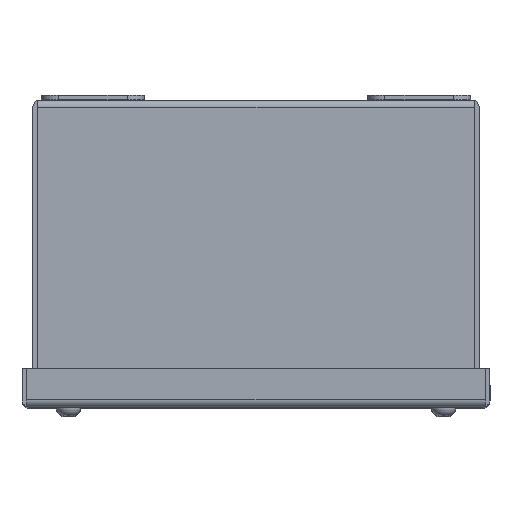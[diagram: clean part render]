
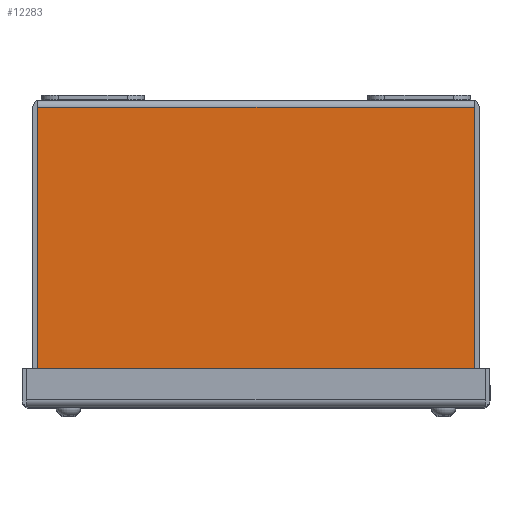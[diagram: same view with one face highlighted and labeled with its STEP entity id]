
A CAD part, top view. The second image highlights one B-rep face of the part: STEP entity #12283.
In plain terms, the highlighted planar face has unit normal (0, 0, 1).
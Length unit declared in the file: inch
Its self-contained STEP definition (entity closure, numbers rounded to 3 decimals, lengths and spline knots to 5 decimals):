
#45 = VECTOR ( 'NONE', #5143, 39.37008 ) ;
#643 = VECTOR ( 'NONE', #19416, 39.37008 ) ;
#1310 = ORIENTED_EDGE ( 'NONE', *, *, #8871, .T. ) ;
#2723 = EDGE_CURVE ( 'NONE', #19377, #4528, #15810, .T. ) ;
#4306 = ORIENTED_EDGE ( 'NONE', *, *, #2723, .F. ) ;
#4528 = VERTEX_POINT ( 'NONE', #11700 ) ;
#5136 = CARTESIAN_POINT ( 'NONE',  ( 3.17721, -0.108, 4.25 ) ) ;
#5143 = DIRECTION ( 'NONE',  ( 1., 0., 0. ) ) ;
#6708 = LINE ( 'NONE', #18151, #14365 ) ;
#7029 = CARTESIAN_POINT ( 'NONE',  ( 3.17721, -4.142, 4.25 ) ) ;
#7212 = PLANE ( 'NONE',  #20889 ) ;
#8871 = EDGE_CURVE ( 'NONE', #24269, #14853, #10362, .T. ) ;
#10362 = LINE ( 'NONE', #18201, #22477 ) ;
#10564 = ORIENTED_EDGE ( 'NONE', *, *, #13637, .F. ) ;
#10743 = EDGE_LOOP ( 'NONE', ( #10564, #1310, #14438, #4306 ) ) ;
#11700 = CARTESIAN_POINT ( 'NONE',  ( -3.17721, -0.108, 4.25 ) ) ;
#12283 = ADVANCED_FACE ( 'NONE', ( #21211 ), #7212, .F. ) ;
#13637 = EDGE_CURVE ( 'NONE', #24269, #19377, #6708, .T. ) ;
#14338 = DIRECTION ( 'NONE',  ( 0., 1., 0. ) ) ;
#14365 = VECTOR ( 'NONE', #19950, 39.37008 ) ;
#14438 = ORIENTED_EDGE ( 'NONE', *, *, #20438, .F. ) ;
#14853 = VERTEX_POINT ( 'NONE', #5136 ) ;
#15810 = LINE ( 'NONE', #17354, #643 ) ;
#17354 = CARTESIAN_POINT ( 'NONE',  ( -3.17721, 0., 4.25 ) ) ;
#17361 = CARTESIAN_POINT ( 'NONE',  ( 22.156, 0., 4.25 ) ) ;
#18151 = CARTESIAN_POINT ( 'NONE',  ( 22.156, -4.142, 4.25 ) ) ;
#18201 = CARTESIAN_POINT ( 'NONE',  ( 3.17721, -2.125, 4.25 ) ) ;
#19377 = VERTEX_POINT ( 'NONE', #19558 ) ;
#19416 = DIRECTION ( 'NONE',  ( 0., 1., 0. ) ) ;
#19421 = DIRECTION ( 'NONE',  ( 0., 1., 0. ) ) ;
#19558 = CARTESIAN_POINT ( 'NONE',  ( -3.17721, -4.142, 4.25 ) ) ;
#19950 = DIRECTION ( 'NONE',  ( -1., 0., 0. ) ) ;
#20438 = EDGE_CURVE ( 'NONE', #4528, #14853, #20684, .T. ) ;
#20684 = LINE ( 'NONE', #22728, #45 ) ;
#20889 = AXIS2_PLACEMENT_3D ( 'NONE', #17361, #24925, #19421 ) ;
#21211 = FACE_OUTER_BOUND ( 'NONE', #10743, .T. ) ;
#22477 = VECTOR ( 'NONE', #14338, 39.37008 ) ;
#22728 = CARTESIAN_POINT ( 'NONE',  ( -3.142, -0.108, 4.25 ) ) ;
#24269 = VERTEX_POINT ( 'NONE', #7029 ) ;
#24925 = DIRECTION ( 'NONE',  ( 0., 0., -1. ) ) ;
